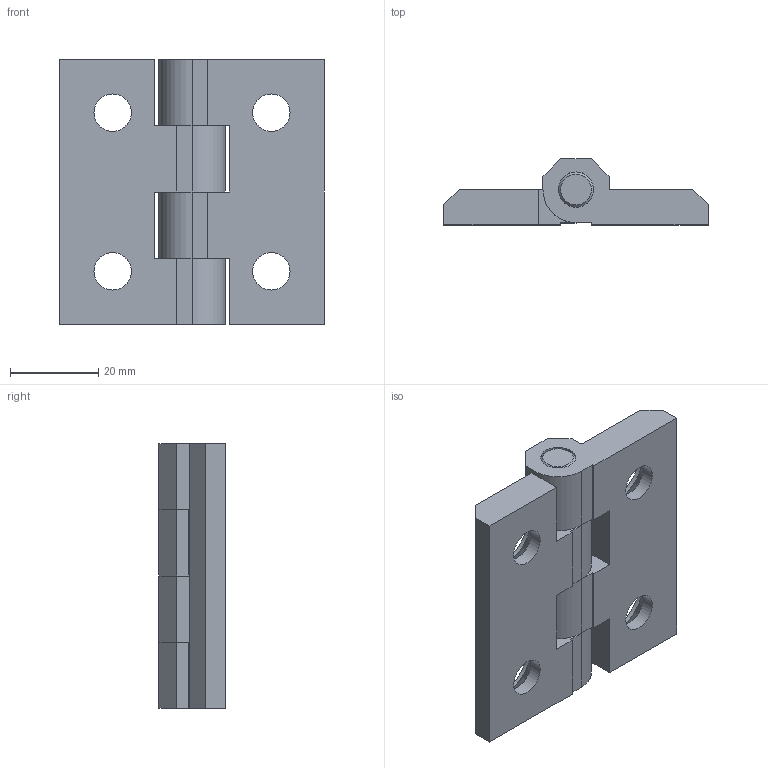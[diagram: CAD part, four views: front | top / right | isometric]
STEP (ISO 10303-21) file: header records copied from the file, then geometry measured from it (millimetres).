
FILE_DESCRIPTION (( 'STEP AP214' ), '1' );
FILE_NAME ('095009.STEP', '2014-11-27T12:54:49', ( 'Admin' ), ( 'Hewlett-Packard Company' ), 'SwSTEP 2.0', 'SolidWorks 2014', '' );
FILE_SCHEMA (( 'AUTOMOTIVE_DESIGN' ));
Length unit declared in the file: millimetre
Products named in the file (3): 095009; 095009_095009-z; achse_6-38
Assembly tree (3 placements, depth 2):
  095009
    095009_095009-z  x2
    achse_6-38
Bounding box: 60 x 15 x 60 mm (x, y, z)
Volume: 28299.1 mm3; surface area: 14404.1 mm2
Topology: 3 solids, 3 shells, 79 faces, 211 edges, 138 vertices
Faces by surface type: plane 52, cylinder 21, cone 6
Full cylindrical faces by diameter (mm): 8 x5, 8.5 x4, 16.5 x4
Entity records: 1380 total; most frequent: DIRECTION 217, CARTESIAN_POINT 215, ORIENTED_EDGE 194, EDGE_CURVE 97, LINE 73, VECTOR 73, AXIS2_PLACEMENT_3D 72, VERTEX_POINT 70
